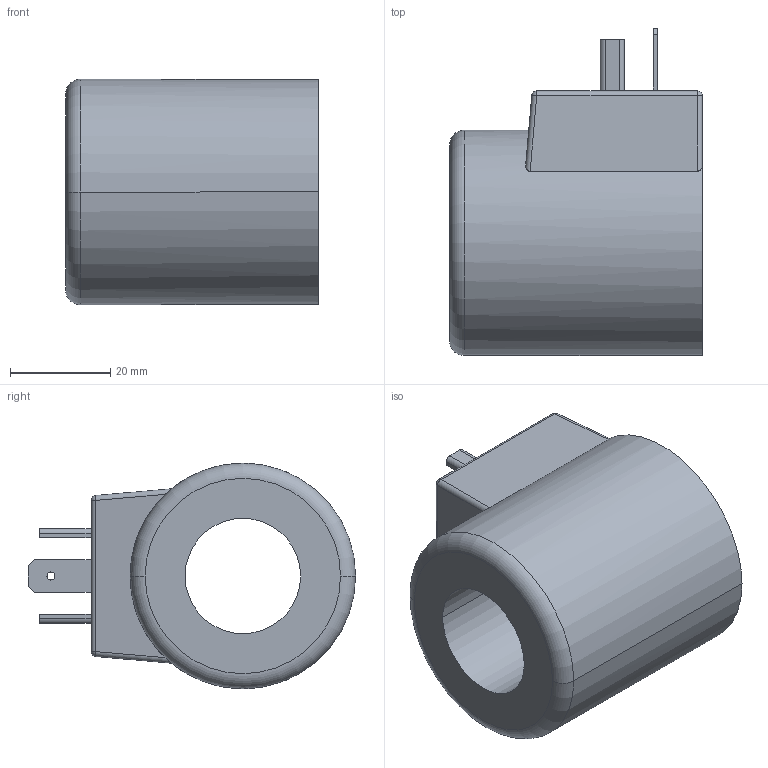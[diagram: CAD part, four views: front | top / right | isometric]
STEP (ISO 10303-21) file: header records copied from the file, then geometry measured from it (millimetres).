
FILE_DESCRIPTION (( 'STEP AP214' ), '1' );
FILE_NAME ('Magnetspule _45_DIN-Stecker.STEP', '2016-07-12T12:38:53', ( '' ), ( '' ), 'SwSTEP 2.0', 'SolidWorks 2014', '' );
FILE_SCHEMA (( 'AUTOMOTIVE_DESIGN' ));
Length unit declared in the file: millimetre
Products named in the file (1): Magnetspule _45_DIN-Stecker
Bounding box: 50.5 x 65.3 x 45 mm (x, y, z)
Volume: 70699.2 mm3; surface area: 14838 mm2
Topology: 1 solids, 1 shells, 59 faces, 152 edges, 94 vertices
Faces by surface type: plane 31, cylinder 22, sphere 4, torus 2
Entity records: 2481 total; most frequent: CARTESIAN_POINT 352, DIRECTION 306, ORIENTED_EDGE 296, EDGE_CURVE 148, AXIS2_PLACEMENT_3D 104, LINE 98, VECTOR 98, VERTEX_POINT 94
